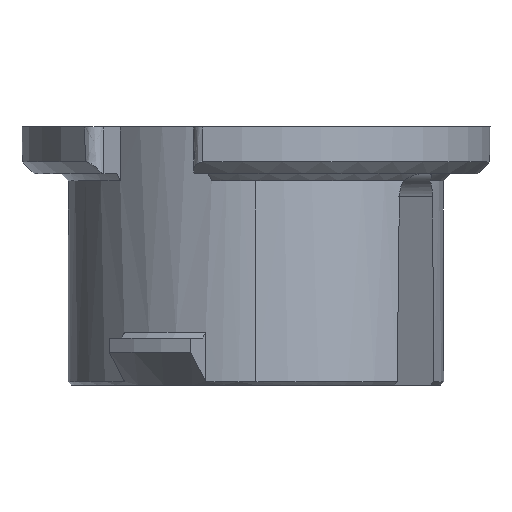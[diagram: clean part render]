
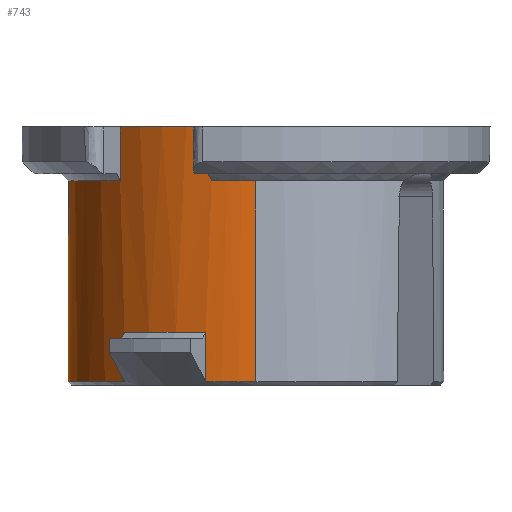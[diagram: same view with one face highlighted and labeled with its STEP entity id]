
A CAD part, left-side view. The second image highlights one B-rep face of the part: STEP entity #743.
In plain terms, the highlighted cylindrical face has radius 4 mm (diameter 8 mm), a partial arc.
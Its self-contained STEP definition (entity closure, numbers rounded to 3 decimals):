
#40 = ORIENTED_EDGE ( 'NONE', *, *, #1933, .T. ) ;
#49 = EDGE_CURVE ( 'NONE', #1896, #1912, #2041, .T. ) ;
#52 = ORIENTED_EDGE ( 'NONE', *, *, #397, .T. ) ;
#60 = AXIS2_PLACEMENT_3D ( 'NONE', #1878, #119, #1702 ) ;
#87 = VECTOR ( 'NONE', #703, 1000. ) ;
#97 = CARTESIAN_POINT ( 'NONE',  ( -4., 0., 2.1 ) ) ;
#100 = VERTEX_POINT ( 'NONE', #1019 ) ;
#119 = DIRECTION ( 'NONE',  ( 0., 0., -1. ) ) ;
#122 = AXIS2_PLACEMENT_3D ( 'NONE', #605, #1574, #1879 ) ;
#131 =( BOUNDED_CURVE ( )  B_SPLINE_CURVE ( 3, ( #1348, #1662, #850, #1024 ),
 .UNSPECIFIED., .F., .T. ) 
 B_SPLINE_CURVE_WITH_KNOTS ( ( 4, 4 ),
 ( 4.89, 4.908 ),
 .UNSPECIFIED. ) 
 CURVE ( )  GEOMETRIC_REPRESENTATION_ITEM ( )  RATIONAL_B_SPLINE_CURVE ( ( 1., 1., 1., 1. ) ) 
 REPRESENTATION_ITEM ( '' )  );
#187 = VECTOR ( 'NONE', #1617, 1000. ) ;
#232 = EDGE_CURVE ( 'NONE', #844, #1310, #131, .T. ) ;
#247 = DIRECTION ( 'NONE',  ( 0., 0., -1. ) ) ;
#272 = EDGE_CURVE ( 'NONE', #1310, #944, #1001, .T. ) ;
#323 = ORIENTED_EDGE ( 'NONE', *, *, #1256, .T. ) ;
#340 = EDGE_CURVE ( 'NONE', #705, #944, #1847, .T. ) ;
#349 = CARTESIAN_POINT ( 'NONE',  ( -2.762, 2.894, 2.1 ) ) ;
#396 = CARTESIAN_POINT ( 'NONE',  ( -2.854, 2.803, -2.175 ) ) ;
#397 = EDGE_CURVE ( 'NONE', #100, #1075, #1096, .T. ) ;
#400 = CARTESIAN_POINT ( 'NONE',  ( -2.762, 2.894, -2.251 ) ) ;
#410 = CIRCLE ( 'NONE', #60, 4. ) ;
#418 = DIRECTION ( 'NONE',  ( 1., 0., 0. ) ) ;
#424 = CIRCLE ( 'NONE', #747, 4. ) ;
#455 = EDGE_LOOP ( 'NONE', ( #1509, #1218, #52, #40, #2053, #323, #2004, #807, #941, #2094, #1102, #847, #1757 ) ) ;
#494 = CARTESIAN_POINT ( 'NONE',  ( -3.887, 0.945, 3.25 ) ) ;
#502 = AXIS2_PLACEMENT_3D ( 'NONE', #1172, #674, #1665 ) ;
#504 = CARTESIAN_POINT ( 'NONE',  ( -2.762, 2.894, 3.25 ) ) ;
#592 = CARTESIAN_POINT ( 'NONE',  ( -2.854, 2.803, -1.25 ) ) ;
#605 = CARTESIAN_POINT ( 'NONE',  ( 0., 0., -2.175 ) ) ;
#633 = VECTOR ( 'NONE', #1216, 1000. ) ;
#641 = LINE ( 'NONE', #1353, #87 ) ;
#643 = AXIS2_PLACEMENT_3D ( 'NONE', #1402, #1886, #418 ) ;
#651 = CARTESIAN_POINT ( 'NONE',  ( 1.355, 3.764, 1.759 ) ) ;
#674 = DIRECTION ( 'NONE',  ( 0., 0., -1. ) ) ;
#703 = DIRECTION ( 'NONE',  ( 0., 0., -1. ) ) ;
#705 = VERTEX_POINT ( 'NONE', #2077 ) ;
#727 = CARTESIAN_POINT ( 'NONE',  ( 1.355, 3.764, 1.759 ) ) ;
#743 = ADVANCED_FACE ( 'NONE', ( #964 ), #1242, .T. ) ;
#747 = AXIS2_PLACEMENT_3D ( 'NONE', #2025, #247, #1377 ) ;
#807 = ORIENTED_EDGE ( 'NONE', *, *, #232, .T. ) ;
#844 = VERTEX_POINT ( 'NONE', #727 ) ;
#847 = ORIENTED_EDGE ( 'NONE', *, *, #2051, .T. ) ;
#850 = CARTESIAN_POINT ( 'NONE',  ( 1.311, 3.779, -0.866 ) ) ;
#854 = VERTEX_POINT ( 'NONE', #1210 ) ;
#882 = DIRECTION ( 'NONE',  ( 0., 0., 1. ) ) ;
#921 = CIRCLE ( 'NONE', #2030, 4. ) ;
#940 = EDGE_CURVE ( 'NONE', #705, #854, #1401, .T. ) ;
#941 = ORIENTED_EDGE ( 'NONE', *, *, #272, .T. ) ;
#944 = VERTEX_POINT ( 'NONE', #396 ) ;
#964 = FACE_OUTER_BOUND ( 'NONE', #455, .T. ) ;
#998 = CARTESIAN_POINT ( 'NONE',  ( 1.49, 3.712, 2.1 ) ) ;
#1001 = CIRCLE ( 'NONE', #122, 4. ) ;
#1019 = CARTESIAN_POINT ( 'NONE',  ( -3.887, 0.945, 2.1 ) ) ;
#1024 = CARTESIAN_POINT ( 'NONE',  ( 1.289, 3.787, -2.175 ) ) ;
#1027 = LINE ( 'NONE', #400, #633 ) ;
#1055 = AXIS2_PLACEMENT_3D ( 'NONE', #1861, #882, #1057 ) ;
#1057 = DIRECTION ( 'NONE',  ( -1., 0., 0. ) ) ;
#1075 = VERTEX_POINT ( 'NONE', #494 ) ;
#1096 = LINE ( 'NONE', #1592, #187 ) ;
#1097 = EDGE_CURVE ( 'NONE', #1553, #844, #1871, .T. ) ;
#1102 = ORIENTED_EDGE ( 'NONE', *, *, #940, .T. ) ;
#1172 = CARTESIAN_POINT ( 'NONE',  ( 0., 0., 2.25 ) ) ;
#1175 = VECTOR ( 'NONE', #2105, 1000. ) ;
#1209 = CARTESIAN_POINT ( 'NONE',  ( 1.289, 3.787, -2.175 ) ) ;
#1210 = CARTESIAN_POINT ( 'NONE',  ( -3.854, 1.07, -1.125 ) ) ;
#1214 = EDGE_CURVE ( 'NONE', #1581, #1535, #1027, .T. ) ;
#1216 = DIRECTION ( 'NONE',  ( 0., 0., 1. ) ) ;
#1218 = ORIENTED_EDGE ( 'NONE', *, *, #1319, .T. ) ;
#1242 = CYLINDRICAL_SURFACE ( 'NONE', #502, 4. ) ;
#1256 = EDGE_CURVE ( 'NONE', #1581, #1553, #1297, .T. ) ;
#1289 = CARTESIAN_POINT ( 'NONE',  ( -4., 0., 2.25 ) ) ;
#1297 = CIRCLE ( 'NONE', #643, 4. ) ;
#1303 = CARTESIAN_POINT ( 'NONE',  ( 1.49, 3.712, 2.1 ) ) ;
#1305 = VERTEX_POINT ( 'NONE', #1543 ) ;
#1310 = VERTEX_POINT ( 'NONE', #1209 ) ;
#1319 = EDGE_CURVE ( 'NONE', #1896, #100, #424, .T. ) ;
#1348 = CARTESIAN_POINT ( 'NONE',  ( 1.355, 3.764, 1.759 ) ) ;
#1353 = CARTESIAN_POINT ( 'NONE',  ( -3.854, 1.07, -1.25 ) ) ;
#1377 = DIRECTION ( 'NONE',  ( 1., 0., 0. ) ) ;
#1389 = CARTESIAN_POINT ( 'NONE',  ( -4., 0., -2.175 ) ) ;
#1401 = CIRCLE ( 'NONE', #1055, 4. ) ;
#1402 = CARTESIAN_POINT ( 'NONE',  ( 0., 0., 2.1 ) ) ;
#1425 = DIRECTION ( 'NONE',  ( 0., 0., -1. ) ) ;
#1462 = CARTESIAN_POINT ( 'NONE',  ( 0., 0., -2.175 ) ) ;
#1505 = EDGE_CURVE ( 'NONE', #1305, #1912, #921, .T. ) ;
#1509 = ORIENTED_EDGE ( 'NONE', *, *, #49, .F. ) ;
#1535 = VERTEX_POINT ( 'NONE', #504 ) ;
#1543 = CARTESIAN_POINT ( 'NONE',  ( -3.854, 1.07, -2.175 ) ) ;
#1553 = VERTEX_POINT ( 'NONE', #998 ) ;
#1574 = DIRECTION ( 'NONE',  ( 0., 0., 1. ) ) ;
#1579 = DIRECTION ( 'NONE',  ( 0., 0., 1. ) ) ;
#1581 = VERTEX_POINT ( 'NONE', #349 ) ;
#1592 = CARTESIAN_POINT ( 'NONE',  ( -3.887, 0.945, -2.251 ) ) ;
#1614 = CARTESIAN_POINT ( 'NONE',  ( 1.407, 3.746, 2.009 ) ) ;
#1617 = DIRECTION ( 'NONE',  ( 0., 0., 1. ) ) ;
#1662 = CARTESIAN_POINT ( 'NONE',  ( 1.333, 3.771, 0.445 ) ) ;
#1665 = DIRECTION ( 'NONE',  ( -1., 0., 0. ) ) ;
#1702 = DIRECTION ( 'NONE',  ( 1., 0., 0. ) ) ;
#1757 = ORIENTED_EDGE ( 'NONE', *, *, #1505, .T. ) ;
#1847 = LINE ( 'NONE', #592, #2063 ) ;
#1861 = CARTESIAN_POINT ( 'NONE',  ( 0., 0., -1.125 ) ) ;
#1871 = B_SPLINE_CURVE_WITH_KNOTS ( 'NONE', 3,
 ( #1303, #1614, #2115, #651 ),
 .UNSPECIFIED., .F., .F.,
 ( 4, 4 ),
 ( 0., 0. ),
 .UNSPECIFIED. ) ;
#1878 = CARTESIAN_POINT ( 'NONE',  ( 0., 0., 3.25 ) ) ;
#1879 = DIRECTION ( 'NONE',  ( 1., 0., 0. ) ) ;
#1886 = DIRECTION ( 'NONE',  ( 0., 0., -1. ) ) ;
#1896 = VERTEX_POINT ( 'NONE', #97 ) ;
#1912 = VERTEX_POINT ( 'NONE', #1389 ) ;
#1933 = EDGE_CURVE ( 'NONE', #1075, #1535, #410, .T. ) ;
#2004 = ORIENTED_EDGE ( 'NONE', *, *, #1097, .T. ) ;
#2025 = CARTESIAN_POINT ( 'NONE',  ( 0., 0., 2.1 ) ) ;
#2030 = AXIS2_PLACEMENT_3D ( 'NONE', #1462, #1579, #2076 ) ;
#2041 = LINE ( 'NONE', #1289, #1175 ) ;
#2051 = EDGE_CURVE ( 'NONE', #854, #1305, #641, .T. ) ;
#2053 = ORIENTED_EDGE ( 'NONE', *, *, #1214, .F. ) ;
#2063 = VECTOR ( 'NONE', #1425, 1000. ) ;
#2076 = DIRECTION ( 'NONE',  ( 1., 0., 0. ) ) ;
#2077 = CARTESIAN_POINT ( 'NONE',  ( -2.854, 2.803, -1.125 ) ) ;
#2094 = ORIENTED_EDGE ( 'NONE', *, *, #340, .F. ) ;
#2105 = DIRECTION ( 'NONE',  ( 0., 0., -1. ) ) ;
#2115 = CARTESIAN_POINT ( 'NONE',  ( 1.357, 3.763, 1.886 ) ) ;
